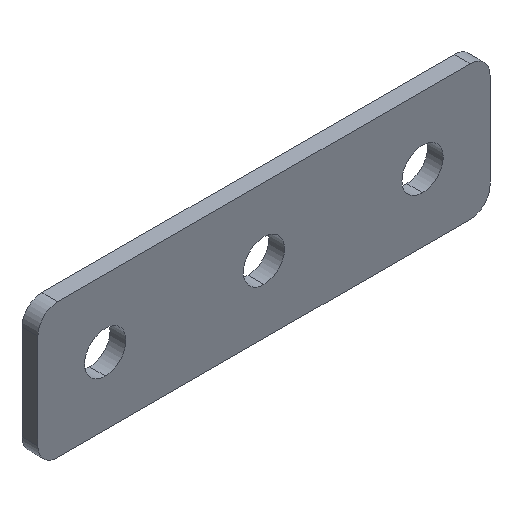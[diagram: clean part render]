
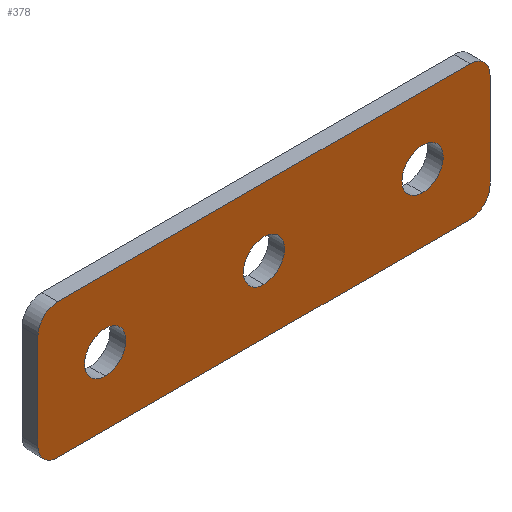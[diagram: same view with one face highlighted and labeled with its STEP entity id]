
A CAD part, isometric view. The second image highlights one B-rep face of the part: STEP entity #378.
In plain terms, the highlighted planar face has unit normal (0, -1, 0).
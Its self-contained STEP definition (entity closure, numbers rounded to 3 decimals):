
#6 = VERTEX_POINT ( 'NONE', #366 ) ;
#13 = DIRECTION ( 'NONE',  ( 0., 1., 0. ) ) ;
#15 = ORIENTED_EDGE ( 'NONE', *, *, #513, .T. ) ;
#17 = EDGE_CURVE ( 'NONE', #55, #232, #234, .T. ) ;
#19 = AXIS2_PLACEMENT_3D ( 'NONE', #424, #32, #375 ) ;
#20 = DIRECTION ( 'NONE',  ( 0., 0., 1. ) ) ;
#24 = CARTESIAN_POINT ( 'NONE',  ( 20., 0., -2.6 ) ) ;
#25 = EDGE_CURVE ( 'NONE', #304, #103, #149, .T. ) ;
#31 = CARTESIAN_POINT ( 'NONE',  ( 20., 0., 0. ) ) ;
#32 = DIRECTION ( 'NONE',  ( 0., 1., 0. ) ) ;
#40 = DIRECTION ( 'NONE',  ( 1., 0., 0. ) ) ;
#42 = AXIS2_PLACEMENT_3D ( 'NONE', #31, #554, #20 ) ;
#55 = VERTEX_POINT ( 'NONE', #24 ) ;
#58 = CIRCLE ( 'NONE', #19, 2.6 ) ;
#60 = CARTESIAN_POINT ( 'NONE',  ( 48.5, 0., -6. ) ) ;
#64 = VECTOR ( 'NONE', #187, 1000. ) ;
#65 = CIRCLE ( 'NONE', #115, 2.5 ) ;
#71 = EDGE_LOOP ( 'NONE', ( #224, #294 ) ) ;
#75 = PLANE ( 'NONE',  #138 ) ;
#82 = ORIENTED_EDGE ( 'NONE', *, *, #17, .T. ) ;
#90 = CARTESIAN_POINT ( 'NONE',  ( 20., 0., 2.6 ) ) ;
#91 = DIRECTION ( 'NONE',  ( 0., 1., 0. ) ) ;
#94 = CARTESIAN_POINT ( 'NONE',  ( 48.5, 0., 6. ) ) ;
#101 = CIRCLE ( 'NONE', #151, 2.5 ) ;
#102 = VECTOR ( 'NONE', #450, 1000. ) ;
#103 = VERTEX_POINT ( 'NONE', #60 ) ;
#104 = ORIENTED_EDGE ( 'NONE', *, *, #247, .T. ) ;
#108 = VECTOR ( 'NONE', #379, 1000. ) ;
#114 = EDGE_CURVE ( 'NONE', #342, #126, #407, .T. ) ;
#115 = AXIS2_PLACEMENT_3D ( 'NONE', #390, #440, #156 ) ;
#117 = ORIENTED_EDGE ( 'NONE', *, *, #177, .F. ) ;
#126 = VERTEX_POINT ( 'NONE', #464 ) ;
#127 = AXIS2_PLACEMENT_3D ( 'NONE', #167, #91, #414 ) ;
#128 = CARTESIAN_POINT ( 'NONE',  ( 46., 0., 8.5 ) ) ;
#131 = DIRECTION ( 'NONE',  ( 0., 0., -1. ) ) ;
#138 = AXIS2_PLACEMENT_3D ( 'NONE', #333, #337, #248 ) ;
#139 = CARTESIAN_POINT ( 'NONE',  ( 46., 0., 6. ) ) ;
#149 = LINE ( 'NONE', #182, #64 ) ;
#151 = AXIS2_PLACEMENT_3D ( 'NONE', #349, #254, #257 ) ;
#153 = EDGE_CURVE ( 'NONE', #304, #412, #439, .T. ) ;
#156 = DIRECTION ( 'NONE',  ( 0., 0., -1. ) ) ;
#158 = FACE_BOUND ( 'NONE', #298, .T. ) ;
#167 = CARTESIAN_POINT ( 'NONE',  ( 40., 0., 0. ) ) ;
#169 = CIRCLE ( 'NONE', #501, 2.6 ) ;
#170 = CARTESIAN_POINT ( 'NONE',  ( 0., 0., 0. ) ) ;
#177 = EDGE_CURVE ( 'NONE', #191, #211, #189, .T. ) ;
#180 = CARTESIAN_POINT ( 'NONE',  ( 0., 0., 0. ) ) ;
#181 = AXIS2_PLACEMENT_3D ( 'NONE', #269, #499, #494 ) ;
#182 = CARTESIAN_POINT ( 'NONE',  ( 48.5, 0., 8.5 ) ) ;
#187 = DIRECTION ( 'NONE',  ( 0., 0., -1. ) ) ;
#189 = LINE ( 'NONE', #369, #108 ) ;
#191 = VERTEX_POINT ( 'NONE', #428 ) ;
#195 = AXIS2_PLACEMENT_3D ( 'NONE', #139, #404, #270 ) ;
#205 = EDGE_CURVE ( 'NONE', #126, #342, #58, .T. ) ;
#211 = VERTEX_POINT ( 'NONE', #245 ) ;
#215 = DIRECTION ( 'NONE',  ( 0., 0., 1. ) ) ;
#224 = ORIENTED_EDGE ( 'NONE', *, *, #205, .T. ) ;
#228 = ORIENTED_EDGE ( 'NONE', *, *, #25, .F. ) ;
#232 = VERTEX_POINT ( 'NONE', #90 ) ;
#234 = CIRCLE ( 'NONE', #42, 2.6 ) ;
#239 = EDGE_CURVE ( 'NONE', #508, #445, #525, .T. ) ;
#245 = CARTESIAN_POINT ( 'NONE',  ( -6., 0., -8.5 ) ) ;
#247 = EDGE_CURVE ( 'NONE', #191, #103, #101, .T. ) ;
#248 = DIRECTION ( 'NONE',  ( 0., 0., -1. ) ) ;
#250 = FACE_BOUND ( 'NONE', #71, .T. ) ;
#254 = DIRECTION ( 'NONE',  ( 0., -1., 0. ) ) ;
#257 = DIRECTION ( 'NONE',  ( 0., 0., -1. ) ) ;
#259 = DIRECTION ( 'NONE',  ( 0., 1., 0. ) ) ;
#260 = DIRECTION ( 'NONE',  ( 0., 0., 1. ) ) ;
#262 = AXIS2_PLACEMENT_3D ( 'NONE', #291, #340, #131 ) ;
#264 = LINE ( 'NONE', #386, #470 ) ;
#268 = CARTESIAN_POINT ( 'NONE',  ( -8.5, 0., -6. ) ) ;
#269 = CARTESIAN_POINT ( 'NONE',  ( 20., 0., 0. ) ) ;
#270 = DIRECTION ( 'NONE',  ( 0., 0., -1. ) ) ;
#274 = VERTEX_POINT ( 'NONE', #491 ) ;
#276 = ORIENTED_EDGE ( 'NONE', *, *, #153, .T. ) ;
#281 = ORIENTED_EDGE ( 'NONE', *, *, #503, .F. ) ;
#283 = FACE_OUTER_BOUND ( 'NONE', #540, .T. ) ;
#291 = CARTESIAN_POINT ( 'NONE',  ( -6., 0., 6. ) ) ;
#294 = ORIENTED_EDGE ( 'NONE', *, *, #114, .T. ) ;
#296 = CIRCLE ( 'NONE', #417, 2.6 ) ;
#297 = CARTESIAN_POINT ( 'NONE',  ( -8.5, 0., 6. ) ) ;
#298 = EDGE_LOOP ( 'NONE', ( #559, #82 ) ) ;
#300 = CARTESIAN_POINT ( 'NONE',  ( -6., 0., 8.5 ) ) ;
#303 = LINE ( 'NONE', #403, #102 ) ;
#304 = VERTEX_POINT ( 'NONE', #94 ) ;
#311 = EDGE_CURVE ( 'NONE', #508, #412, #264, .T. ) ;
#333 = CARTESIAN_POINT ( 'NONE',  ( 0., 0., 0. ) ) ;
#336 = EDGE_CURVE ( 'NONE', #466, #211, #65, .T. ) ;
#337 = DIRECTION ( 'NONE',  ( 0., -1., 0. ) ) ;
#340 = DIRECTION ( 'NONE',  ( 0., -1., 0. ) ) ;
#342 = VERTEX_POINT ( 'NONE', #517 ) ;
#349 = CARTESIAN_POINT ( 'NONE',  ( 46., 0., -6. ) ) ;
#366 = CARTESIAN_POINT ( 'NONE',  ( 0., 0., -2.6 ) ) ;
#369 = CARTESIAN_POINT ( 'NONE',  ( 48.5, 0., -8.5 ) ) ;
#375 = DIRECTION ( 'NONE',  ( 0., 0., 1. ) ) ;
#377 = EDGE_LOOP ( 'NONE', ( #400, #15 ) ) ;
#378 = ADVANCED_FACE ( 'NONE', ( #250, #158, #519, #283 ), #75, .T. ) ;
#379 = DIRECTION ( 'NONE',  ( -1., 0., 0. ) ) ;
#386 = CARTESIAN_POINT ( 'NONE',  ( 8.5, 0., 8.5 ) ) ;
#390 = CARTESIAN_POINT ( 'NONE',  ( -6., 0., -6. ) ) ;
#400 = ORIENTED_EDGE ( 'NONE', *, *, #406, .T. ) ;
#403 = CARTESIAN_POINT ( 'NONE',  ( -8.5, 0., -8.5 ) ) ;
#404 = DIRECTION ( 'NONE',  ( 0., -1., 0. ) ) ;
#406 = EDGE_CURVE ( 'NONE', #274, #6, #169, .T. ) ;
#407 = CIRCLE ( 'NONE', #127, 2.6 ) ;
#412 = VERTEX_POINT ( 'NONE', #128 ) ;
#414 = DIRECTION ( 'NONE',  ( 0., 0., 1. ) ) ;
#417 = AXIS2_PLACEMENT_3D ( 'NONE', #180, #13, #260 ) ;
#424 = CARTESIAN_POINT ( 'NONE',  ( 40., 0., 0. ) ) ;
#428 = CARTESIAN_POINT ( 'NONE',  ( 46., 0., -8.5 ) ) ;
#439 = CIRCLE ( 'NONE', #195, 2.5 ) ;
#440 = DIRECTION ( 'NONE',  ( 0., -1., 0. ) ) ;
#445 = VERTEX_POINT ( 'NONE', #297 ) ;
#450 = DIRECTION ( 'NONE',  ( 0., 0., 1. ) ) ;
#464 = CARTESIAN_POINT ( 'NONE',  ( 40., 0., 2.6 ) ) ;
#466 = VERTEX_POINT ( 'NONE', #268 ) ;
#469 = ORIENTED_EDGE ( 'NONE', *, *, #336, .T. ) ;
#470 = VECTOR ( 'NONE', #40, 1000. ) ;
#478 = EDGE_CURVE ( 'NONE', #232, #55, #484, .T. ) ;
#484 = CIRCLE ( 'NONE', #181, 2.6 ) ;
#491 = CARTESIAN_POINT ( 'NONE',  ( 0., 0., 2.6 ) ) ;
#494 = DIRECTION ( 'NONE',  ( 0., 0., 1. ) ) ;
#499 = DIRECTION ( 'NONE',  ( 0., 1., 0. ) ) ;
#501 = AXIS2_PLACEMENT_3D ( 'NONE', #170, #259, #215 ) ;
#503 = EDGE_CURVE ( 'NONE', #466, #445, #303, .T. ) ;
#508 = VERTEX_POINT ( 'NONE', #300 ) ;
#513 = EDGE_CURVE ( 'NONE', #6, #274, #296, .T. ) ;
#517 = CARTESIAN_POINT ( 'NONE',  ( 40., 0., -2.6 ) ) ;
#519 = FACE_BOUND ( 'NONE', #377, .T. ) ;
#525 = CIRCLE ( 'NONE', #262, 2.5 ) ;
#532 = ORIENTED_EDGE ( 'NONE', *, *, #239, .T. ) ;
#540 = EDGE_LOOP ( 'NONE', ( #228, #276, #543, #532, #281, #469, #117, #104 ) ) ;
#543 = ORIENTED_EDGE ( 'NONE', *, *, #311, .F. ) ;
#554 = DIRECTION ( 'NONE',  ( 0., 1., 0. ) ) ;
#559 = ORIENTED_EDGE ( 'NONE', *, *, #478, .T. ) ;
